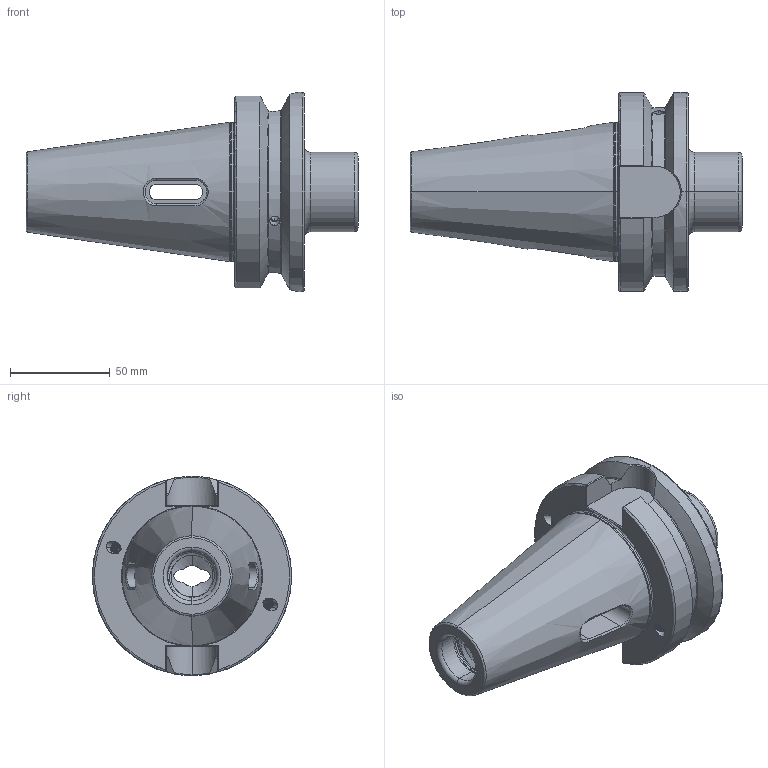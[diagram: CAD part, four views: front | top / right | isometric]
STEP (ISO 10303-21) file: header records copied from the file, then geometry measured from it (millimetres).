
FILE_DESCRIPTION (( 'STEP AP203' ), '1' );
FILE_NAME ('506.07.03.STEP', '2016-08-01T05:14:56', ( '' ), ( '' ), 'SwSTEP 2.0', 'SolidWorks 2012', '' );
FILE_SCHEMA (( 'CONFIG_CONTROL_DESIGN' ));
Length unit declared in the file: millimetre
Products named in the file (1): 506.07.03
Bounding box: 166.8 x 100 x 100 mm (x, y, z)
Volume: 452203.4 mm3; surface area: 64055 mm2
Topology: 1 solids, 1 shells, 222 faces, 599 edges, 377 vertices
Faces by surface type: cylinder 97, plane 47, torus 29, cone 27, bspline 22
Entity records: 15187 total; most frequent: CARTESIAN_POINT 10079, ORIENTED_EDGE 1190, DIRECTION 906, EDGE_CURVE 595, VERTEX_POINT 377, AXIS2_PLACEMENT_3D 355, EDGE_LOOP 238, ADVANCED_FACE 222
